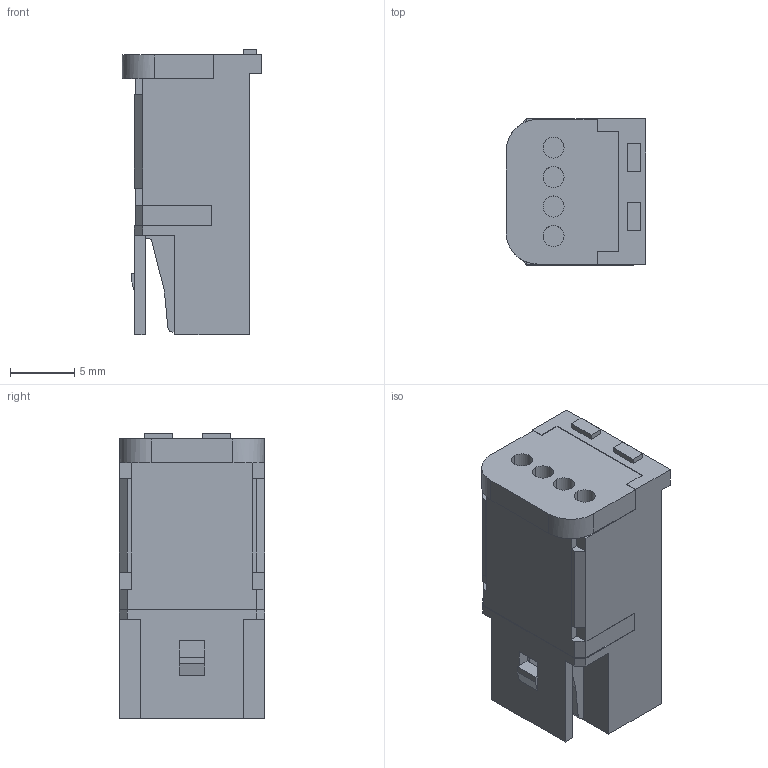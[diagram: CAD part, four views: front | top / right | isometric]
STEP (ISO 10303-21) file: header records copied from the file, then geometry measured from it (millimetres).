
FILE_DESCRIPTION(('CATIA V5 STEP Exchange','CAx-IF Rec.Pracs.--- Model Styling and Organization---1.4--- 2014-01-23'),'2;1');
FILE_NAME ('D1606132_0', '2024-03-27T10:31:23+00:00', ('none'), ('Weidmueller'), 'CATIA Version 5-6 Release 2016 SP3 HF44', 'CATIA V5 STEP AP214', 'none');
FILE_SCHEMA(('AUTOMOTIVE_DESIGN { 1 0 10303 214 1 1 1 1 }'));
Length unit declared in the file: millimetre
Products named in the file (1): S3D_UR20_PG0-35
Bounding box: 10.9 x 11.4 x 22.31 mm (x, y, z)
Volume: 1872.1 mm3; surface area: 1651.2 mm2
Topology: 1 solids, 1 shells, 136 faces, 373 edges, 245 vertices
Faces by surface type: plane 122, cylinder 10, extrusion 4
Entity records: 4177 total; most frequent: CARTESIAN_POINT 804, ORIENTED_EDGE 746, DIRECTION 513, EDGE_CURVE 373, VECTOR 333, LINE 329, VERTEX_POINT 245, EDGE_LOOP 144
